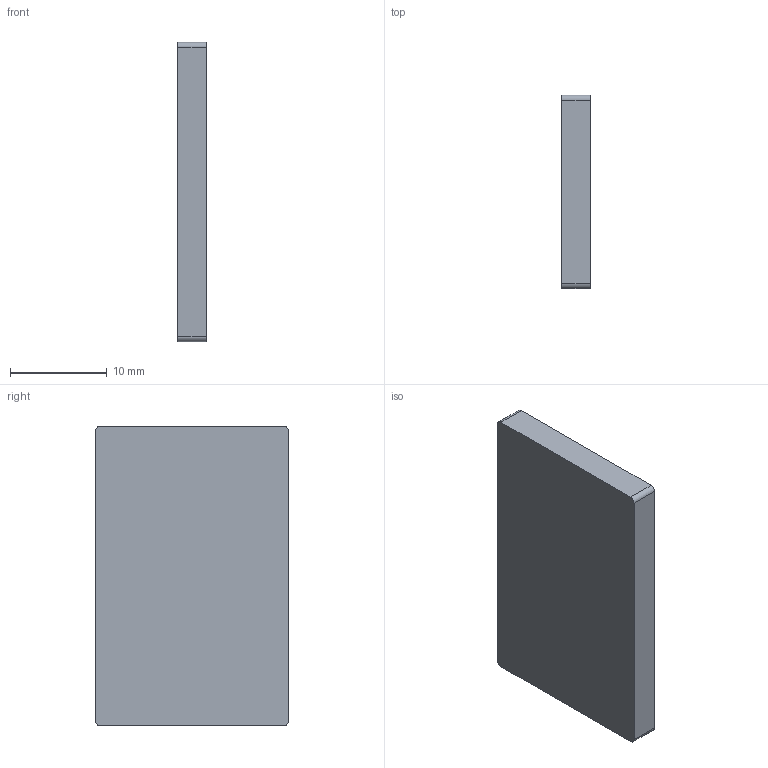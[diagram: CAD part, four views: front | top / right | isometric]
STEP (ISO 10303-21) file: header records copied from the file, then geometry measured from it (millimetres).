
FILE_DESCRIPTION (( 'STEP AP203' ), '1' );
FILE_NAME ('60300-240-10.step', '2023-02-07T13:34:01', ( '' ), ( '' ), 'SwSTEP 2.0', 'SolidWorks 2018', '' );
FILE_SCHEMA (( 'CONFIG_CONTROL_DESIGN' ));
Length unit declared in the file: millimetre
Products named in the file (1): 60300-240-10
Bounding box: 3 x 20 x 31 mm (x, y, z)
Volume: 1858.7 mm3; surface area: 1554 mm2
Topology: 1 solids, 1 shells, 255 faces, 669 edges, 446 vertices
Faces by surface type: plane 129, bspline 122, cylinder 4
Entity records: 15236 total; most frequent: CARTESIAN_POINT 9693, ORIENTED_EDGE 1338, DIRECTION 701, EDGE_CURVE 669, VERTEX_POINT 446, LINE 417, VECTOR 417, EDGE_LOOP 285
